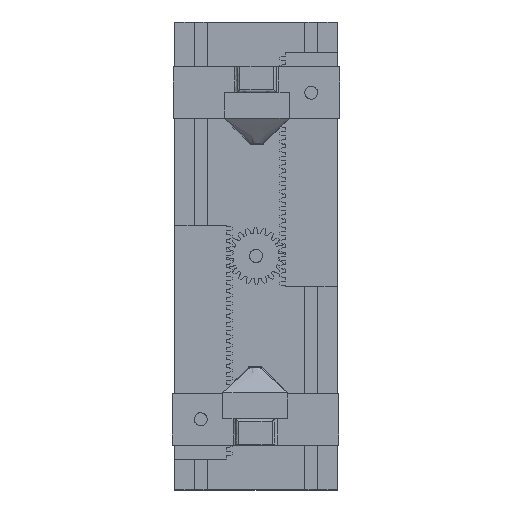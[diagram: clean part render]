
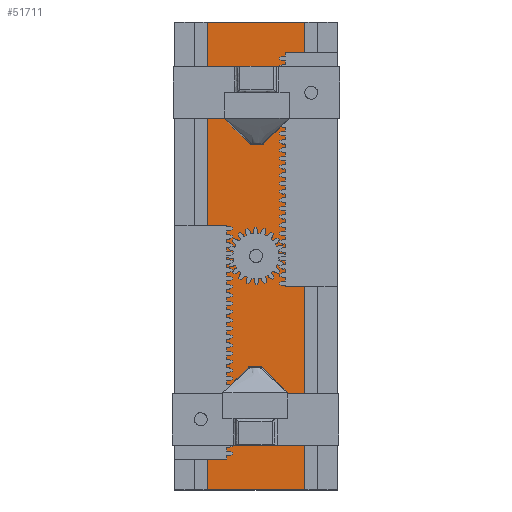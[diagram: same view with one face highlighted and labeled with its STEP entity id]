
A CAD part, top view. The second image highlights one B-rep face of the part: STEP entity #51711.
In plain terms, the highlighted free-form (B-spline) face has degree [1, 1] with [2, 2] control points.
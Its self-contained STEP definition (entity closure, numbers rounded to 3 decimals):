
#51424 = VERTEX_POINT('',#51425);
#51425 = CARTESIAN_POINT('',(-1.717,-37.07,
    11.329));
#51443 = EDGE_CURVE('',#51424,#51424,#51444,.T.);
#51444 = ( BOUNDED_CURVE() B_SPLINE_CURVE(2,(#51445,#51446,#51447,#51448
    ,#51449,#51450,#51451),.UNSPECIFIED.,.T.,.F.) 
B_SPLINE_CURVE_WITH_KNOTS((3,2,2,3),(3.142,5.236,
7.33,9.425),.PIECEWISE_BEZIER_KNOTS.) CURVE() 
GEOMETRIC_REPRESENTATION_ITEM() RATIONAL_B_SPLINE_CURVE((1.,0.5,1.,0.5,
1.,0.5,1.)) REPRESENTATION_ITEM('') );
#51445 = CARTESIAN_POINT('',(-1.717,-37.07,
    11.329));
#51446 = CARTESIAN_POINT('',(8.118,-37.07,
    11.329));
#51447 = CARTESIAN_POINT('',(3.201,-45.588,
    11.329));
#51448 = CARTESIAN_POINT('',(-1.717,-54.106,
    11.329));
#51449 = CARTESIAN_POINT('',(-6.635,-45.588,
    11.329));
#51450 = CARTESIAN_POINT('',(-11.553,-37.07,
    11.329));
#51451 = CARTESIAN_POINT('',(-1.717,-37.07,
    11.329));
#51475 = EDGE_CURVE('',#51476,#51478,#51480,.T.);
#51476 = VERTEX_POINT('',#51477);
#51477 = CARTESIAN_POINT('',(40.872,-247.178,
    11.329));
#51478 = VERTEX_POINT('',#51479);
#51479 = CARTESIAN_POINT('',(40.872,161.681,
    11.329));
#51480 = B_SPLINE_CURVE_WITH_KNOTS('',1,(#51481,#51482),.UNSPECIFIED.,
  .F.,.F.,(2,2),(-270.,90.),.PIECEWISE_BEZIER_KNOTS.);
#51481 = CARTESIAN_POINT('',(40.872,-247.178,
    11.329));
#51482 = CARTESIAN_POINT('',(40.872,161.681,
    11.329));
#51631 = EDGE_CURVE('',#51632,#51634,#51636,.T.);
#51632 = VERTEX_POINT('',#51633);
#51633 = CARTESIAN_POINT('',(-44.307,161.681,
    11.329));
#51634 = VERTEX_POINT('',#51635);
#51635 = CARTESIAN_POINT('',(-44.307,-247.178,
    11.329));
#51636 = B_SPLINE_CURVE_WITH_KNOTS('',1,(#51637,#51638),.UNSPECIFIED.,
  .F.,.F.,(2,2),(-270.,90.),.PIECEWISE_BEZIER_KNOTS.);
#51637 = CARTESIAN_POINT('',(-44.307,161.681,
    11.329));
#51638 = CARTESIAN_POINT('',(-44.307,-247.178,
    11.329));
#51711 = ADVANCED_FACE('',(#51712,#51726),#51729,.T.);
#51712 = FACE_BOUND('',#51713,.T.);
#51713 = EDGE_LOOP('',(#51714,#51715,#51720,#51721));
#51714 = ORIENTED_EDGE('',*,*,#51475,.T.);
#51715 = ORIENTED_EDGE('',*,*,#51716,.T.);
#51716 = EDGE_CURVE('',#51478,#51632,#51717,.T.);
#51717 = B_SPLINE_CURVE_WITH_KNOTS('',1,(#51718,#51719),.UNSPECIFIED.,
  .F.,.F.,(2,2),(-100.,-25.),.PIECEWISE_BEZIER_KNOTS.);
#51718 = CARTESIAN_POINT('',(40.872,161.681,
    11.329));
#51719 = CARTESIAN_POINT('',(-44.307,161.681,
    11.329));
#51720 = ORIENTED_EDGE('',*,*,#51631,.T.);
#51721 = ORIENTED_EDGE('',*,*,#51722,.T.);
#51722 = EDGE_CURVE('',#51634,#51476,#51723,.T.);
#51723 = B_SPLINE_CURVE_WITH_KNOTS('',1,(#51724,#51725),.UNSPECIFIED.,
  .F.,.F.,(2,2),(-100.,-25.),.PIECEWISE_BEZIER_KNOTS.);
#51724 = CARTESIAN_POINT('',(-44.307,-247.178,
    11.329));
#51725 = CARTESIAN_POINT('',(40.872,-247.178,
    11.329));
#51726 = FACE_BOUND('',#51727,.T.);
#51727 = EDGE_LOOP('',(#51728));
#51728 = ORIENTED_EDGE('',*,*,#51443,.T.);
#51729 = B_SPLINE_SURFACE_WITH_KNOTS('',1,1,(
    (#51730,#51731)
    ,(#51732,#51733
  )),.UNSPECIFIED.,.F.,.F.,.F.,(2,2),(2,2),(-180.,180.),(-37.5,37.5),
  .PIECEWISE_BEZIER_KNOTS.);
#51730 = CARTESIAN_POINT('',(40.872,-247.178,
    11.329));
#51731 = CARTESIAN_POINT('',(-44.307,-247.178,
    11.329));
#51732 = CARTESIAN_POINT('',(40.872,161.681,
    11.329));
#51733 = CARTESIAN_POINT('',(-44.307,161.681,
    11.329));
